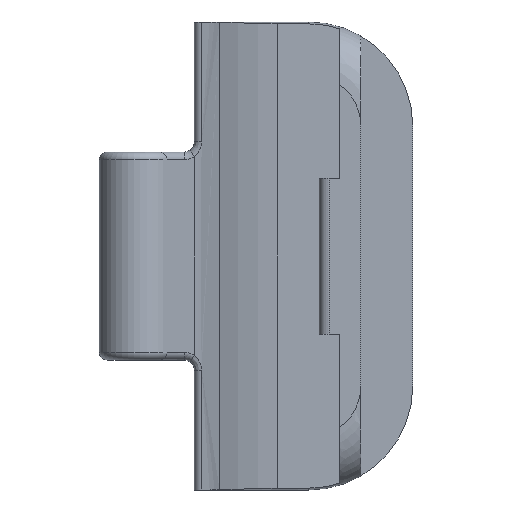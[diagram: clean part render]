
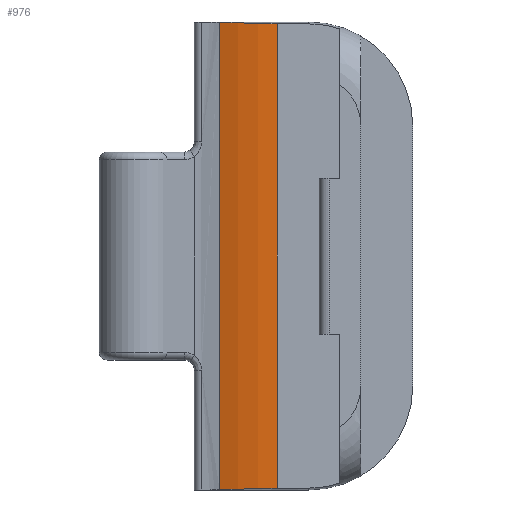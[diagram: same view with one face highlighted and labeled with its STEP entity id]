
A CAD part, left-side view. The second image highlights one B-rep face of the part: STEP entity #976.
In plain terms, the highlighted cylindrical face has radius 15 mm (diameter 30 mm), a partial arc.
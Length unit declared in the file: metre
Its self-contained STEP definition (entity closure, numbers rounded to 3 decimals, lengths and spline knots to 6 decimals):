
#46=B_SPLINE_CURVE_WITH_KNOTS('',3,(#1767,#1768,#1769,#1770),
 .UNSPECIFIED.,.F.,.F.,(4,4),(0.,0.005653),.UNSPECIFIED.);
#47=B_SPLINE_CURVE_WITH_KNOTS('',3,(#1772,#1773,#1774,#1775),
 .UNSPECIFIED.,.F.,.F.,(4,4),(0.,0.005653),
 .UNSPECIFIED.);
#69=CYLINDRICAL_SURFACE('',#1090,0.015);
#403=ORIENTED_EDGE('',*,*,#550,.F.);
#404=ORIENTED_EDGE('',*,*,#488,.F.);
#405=ORIENTED_EDGE('',*,*,#549,.F.);
#406=ORIENTED_EDGE('',*,*,#501,.F.);
#488=EDGE_CURVE('',#615,#616,#696,.F.);
#501=EDGE_CURVE('',#627,#628,#700,.T.);
#549=EDGE_CURVE('',#628,#615,#46,.T.);
#550=EDGE_CURVE('',#616,#627,#47,.T.);
#615=VERTEX_POINT('',#1573);
#616=VERTEX_POINT('',#1575);
#627=VERTEX_POINT('',#1631);
#628=VERTEX_POINT('',#1633);
#696=LINE('',#1574,#769);
#700=LINE('',#1632,#773);
#769=VECTOR('',#1225,1.);
#773=VECTOR('',#1231,1.);
#844=EDGE_LOOP('',(#403,#404,#405,#406));
#899=FACE_BOUND('',#844,.T.);
#976=ADVANCED_FACE('',(#899),#69,.T.);
#1090=AXIS2_PLACEMENT_3D('',#1778,#1366,#1367);
#1225=DIRECTION('',(0.,0.,-1.));
#1231=DIRECTION('',(0.,0.,-1.));
#1366=DIRECTION('',(0.,0.,-1.));
#1367=DIRECTION('',(-1.,0.,0.));
#1573=CARTESIAN_POINT('',(0.001138,-0.007988,-0.022492));
#1574=CARTESIAN_POINT('',(0.001138,-0.007988,-0.022492));
#1575=CARTESIAN_POINT('',(0.001138,-0.007988,0.022492));
#1631=CARTESIAN_POINT('',(0.000075,-0.013536,0.022314));
#1632=CARTESIAN_POINT('',(0.000075,-0.013536,0.0225));
#1633=CARTESIAN_POINT('',(0.000075,-0.013536,-0.022314));
#1767=CARTESIAN_POINT('',(0.000075,-0.013536,-0.022314));
#1768=CARTESIAN_POINT('',(0.000075,-0.011625,-0.022314));
#1769=CARTESIAN_POINT('',(0.000432,-0.009762,-0.022451));
#1770=CARTESIAN_POINT('',(0.001138,-0.007988,-0.022492));
#1772=CARTESIAN_POINT('',(0.001138,-0.007988,0.022492));
#1773=CARTESIAN_POINT('',(0.000432,-0.009763,0.022451));
#1774=CARTESIAN_POINT('',(0.000075,-0.011624,0.022314));
#1775=CARTESIAN_POINT('',(0.000075,-0.013536,0.022314));
#1778=CARTESIAN_POINT('',(0.015075,-0.013536,0.));
